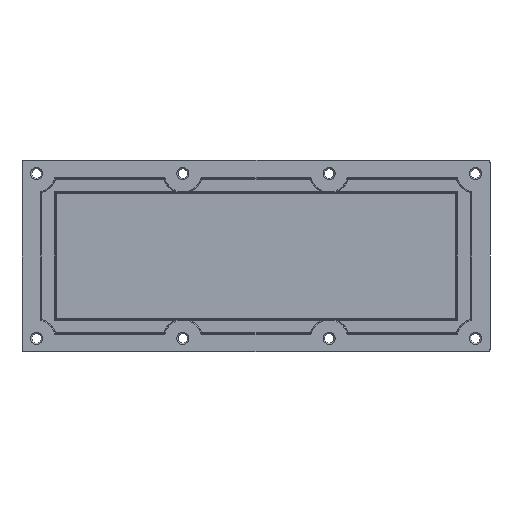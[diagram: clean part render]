
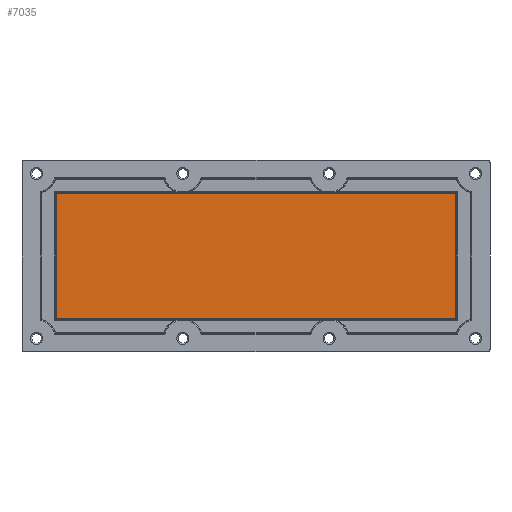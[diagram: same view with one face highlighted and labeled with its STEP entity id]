
A CAD part, top view. The second image highlights one B-rep face of the part: STEP entity #7035.
In plain terms, the highlighted planar face has unit normal (0, 0, 1).
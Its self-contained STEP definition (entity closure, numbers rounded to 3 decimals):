
#1691 = CARTESIAN_POINT ( 'NONE',  ( 74.059, 23.259, 11.4 ) ) ;
#1776 = VECTOR ( 'NONE', #16417, 1000. ) ;
#2499 = CARTESIAN_POINT ( 'NONE',  ( -74.059, 23.259, 11.4 ) ) ;
#2783 = VECTOR ( 'NONE', #14041, 1000. ) ;
#2832 = LINE ( 'NONE', #16279, #1776 ) ;
#4003 = EDGE_CURVE ( 'NONE', #24689, #7032, #26169, .T. ) ;
#4679 = CARTESIAN_POINT ( 'NONE',  ( 0., 0., 11.4 ) ) ;
#6209 = DIRECTION ( 'NONE',  ( -1., 0., 0. ) ) ;
#6879 = EDGE_CURVE ( 'NONE', #9393, #24689, #8879, .T. ) ;
#7032 = VERTEX_POINT ( 'NONE', #2499 ) ;
#7035 = ADVANCED_FACE ( 'NONE', ( #26652 ), #24487, .T. ) ;
#7406 = EDGE_CURVE ( 'NONE', #27517, #9393, #16488, .T. ) ;
#8879 = LINE ( 'NONE', #13367, #23835 ) ;
#9393 = VERTEX_POINT ( 'NONE', #21383 ) ;
#10118 = CARTESIAN_POINT ( 'NONE',  ( 74.252, -23.259, 11.4 ) ) ;
#10467 = AXIS2_PLACEMENT_3D ( 'NONE', #4679, #13513, #20446 ) ;
#11249 = ORIENTED_EDGE ( 'NONE', *, *, #7406, .T. ) ;
#13367 = CARTESIAN_POINT ( 'NONE',  ( 74.059, 23.452, 11.4 ) ) ;
#13513 = DIRECTION ( 'NONE',  ( 0., 0., 1. ) ) ;
#14041 = DIRECTION ( 'NONE',  ( 1., 0., 0. ) ) ;
#16279 = CARTESIAN_POINT ( 'NONE',  ( -74.059, -23.452, 11.4 ) ) ;
#16417 = DIRECTION ( 'NONE',  ( 0., -1., 0. ) ) ;
#16442 = ORIENTED_EDGE ( 'NONE', *, *, #4003, .T. ) ;
#16488 = LINE ( 'NONE', #10118, #2783 ) ;
#18608 = EDGE_CURVE ( 'NONE', #7032, #27517, #2832, .T. ) ;
#19573 = DIRECTION ( 'NONE',  ( 0., 1., 0. ) ) ;
#19972 = CARTESIAN_POINT ( 'NONE',  ( -74.059, -23.259, 11.4 ) ) ;
#20446 = DIRECTION ( 'NONE',  ( 1., 0., 0. ) ) ;
#21383 = CARTESIAN_POINT ( 'NONE',  ( 74.059, -23.259, 11.4 ) ) ;
#23387 = VECTOR ( 'NONE', #6209, 1000. ) ;
#23835 = VECTOR ( 'NONE', #19573, 1000. ) ;
#23849 = CARTESIAN_POINT ( 'NONE',  ( -74.252, 23.259, 11.4 ) ) ;
#24114 = ORIENTED_EDGE ( 'NONE', *, *, #18608, .T. ) ;
#24487 = PLANE ( 'NONE',  #10467 ) ;
#24689 = VERTEX_POINT ( 'NONE', #1691 ) ;
#25009 = EDGE_LOOP ( 'NONE', ( #16442, #24114, #11249, #27556 ) ) ;
#26169 = LINE ( 'NONE', #23849, #23387 ) ;
#26652 = FACE_OUTER_BOUND ( 'NONE', #25009, .T. ) ;
#27517 = VERTEX_POINT ( 'NONE', #19972 ) ;
#27556 = ORIENTED_EDGE ( 'NONE', *, *, #6879, .T. ) ;
